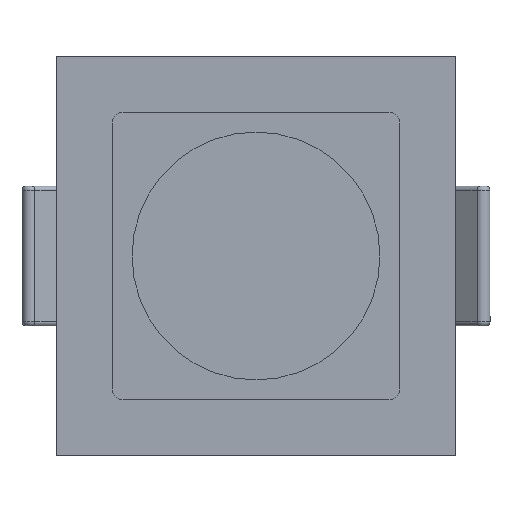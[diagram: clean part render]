
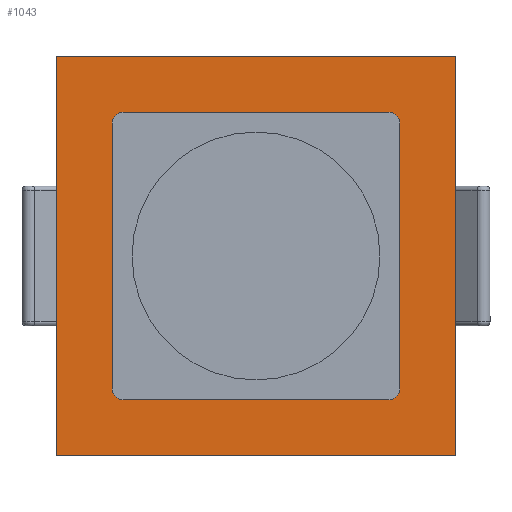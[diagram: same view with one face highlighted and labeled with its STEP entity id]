
A CAD part, front view. The second image highlights one B-rep face of the part: STEP entity #1043.
In plain terms, the highlighted planar face has unit normal (0, -1, 0).
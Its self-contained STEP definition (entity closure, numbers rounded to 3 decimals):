
#29 = CIRCLE ( 'NONE', #1709, 1.5 ) ;
#104 = LINE ( 'NONE', #10004, #19237 ) ;
#416 = DIRECTION ( 'NONE',  ( 0., -1., 0. ) ) ;
#556 = VERTEX_POINT ( 'NONE', #5855 ) ;
#912 = DIRECTION ( 'NONE',  ( 0., 0., 1. ) ) ;
#1043 = ADVANCED_FACE ( 'NONE', ( #8487, #15171 ), #5236, .T. ) ;
#1143 = ORIENTED_EDGE ( 'NONE', *, *, #7134, .T. ) ;
#1265 = EDGE_CURVE ( 'NONE', #18772, #7540, #11601, .T. ) ;
#1563 = VECTOR ( 'NONE', #15946, 1000. ) ;
#1709 = AXIS2_PLACEMENT_3D ( 'NONE', #13023, #21162, #11402 ) ;
#1921 = LINE ( 'NONE', #15078, #17512 ) ;
#2968 = EDGE_CURVE ( 'NONE', #3683, #15450, #10894, .T. ) ;
#3034 = CARTESIAN_POINT ( 'NONE',  ( 25., 0., 25. ) ) ;
#3104 = ORIENTED_EDGE ( 'NONE', *, *, #15137, .F. ) ;
#3301 = EDGE_CURVE ( 'NONE', #6847, #3683, #17827, .T. ) ;
#3597 = VERTEX_POINT ( 'NONE', #14767 ) ;
#3683 = VERTEX_POINT ( 'NONE', #11866 ) ;
#4066 = CARTESIAN_POINT ( 'NONE',  ( -25., 0., 25. ) ) ;
#4571 = CARTESIAN_POINT ( 'NONE',  ( -16.5, 0., -16.5 ) ) ;
#4574 = DIRECTION ( 'NONE',  ( 0., 1., 0. ) ) ;
#4715 = VERTEX_POINT ( 'NONE', #12633 ) ;
#4929 = EDGE_CURVE ( 'NONE', #16279, #3597, #104, .T. ) ;
#5089 = EDGE_LOOP ( 'NONE', ( #20287, #7389, #15850, #11637, #13443, #1143, #20262, #6788 ) ) ;
#5236 = PLANE ( 'NONE',  #5379 ) ;
#5350 = CARTESIAN_POINT ( 'NONE',  ( -25., 0., 25. ) ) ;
#5379 = AXIS2_PLACEMENT_3D ( 'NONE', #20202, #416, #17002 ) ;
#5590 = CARTESIAN_POINT ( 'NONE',  ( -16.5, 0., -18. ) ) ;
#5630 = CARTESIAN_POINT ( 'NONE',  ( 18., 0., -18. ) ) ;
#5778 = CARTESIAN_POINT ( 'NONE',  ( 18., 0., 18. ) ) ;
#5855 = CARTESIAN_POINT ( 'NONE',  ( 18., 0., 16.5 ) ) ;
#6032 = EDGE_CURVE ( 'NONE', #20212, #556, #10223, .T. ) ;
#6788 = ORIENTED_EDGE ( 'NONE', *, *, #10012, .T. ) ;
#6847 = VERTEX_POINT ( 'NONE', #10002 ) ;
#6973 = DIRECTION ( 'NONE',  ( 1., 0., 0. ) ) ;
#7134 = EDGE_CURVE ( 'NONE', #13063, #3597, #17961, .T. ) ;
#7293 = AXIS2_PLACEMENT_3D ( 'NONE', #12810, #4574, #11175 ) ;
#7382 = AXIS2_PLACEMENT_3D ( 'NONE', #4571, #12698, #7815 ) ;
#7389 = ORIENTED_EDGE ( 'NONE', *, *, #15775, .T. ) ;
#7474 = LINE ( 'NONE', #5630, #12709 ) ;
#7540 = VERTEX_POINT ( 'NONE', #19588 ) ;
#7745 = CIRCLE ( 'NONE', #7382, 1.5 ) ;
#7814 = CARTESIAN_POINT ( 'NONE',  ( 16.5, 0., 18. ) ) ;
#7815 = DIRECTION ( 'NONE',  ( -1., 0., 0. ) ) ;
#8273 = DIRECTION ( 'NONE',  ( 1., 0., 0. ) ) ;
#8487 = FACE_BOUND ( 'NONE', #5089, .T. ) ;
#8519 = VECTOR ( 'NONE', #16223, 1000. ) ;
#9631 = DIRECTION ( 'NONE',  ( 0., 1., 0. ) ) ;
#9816 = DIRECTION ( 'NONE',  ( 0., 0., 1. ) ) ;
#10002 = CARTESIAN_POINT ( 'NONE',  ( 25., 0., 25. ) ) ;
#10004 = CARTESIAN_POINT ( 'NONE',  ( 18., 0., -18. ) ) ;
#10012 = EDGE_CURVE ( 'NONE', #16279, #7540, #7745, .T. ) ;
#10223 = CIRCLE ( 'NONE', #15363, 1.5 ) ;
#10254 = EDGE_CURVE ( 'NONE', #13063, #556, #7474, .T. ) ;
#10847 = ORIENTED_EDGE ( 'NONE', *, *, #19764, .F. ) ;
#10894 = LINE ( 'NONE', #12841, #1563 ) ;
#11063 = ORIENTED_EDGE ( 'NONE', *, *, #3301, .F. ) ;
#11175 = DIRECTION ( 'NONE',  ( -1., 0., 0. ) ) ;
#11402 = DIRECTION ( 'NONE',  ( -1., 0., 0. ) ) ;
#11601 = LINE ( 'NONE', #18151, #16065 ) ;
#11637 = ORIENTED_EDGE ( 'NONE', *, *, #6032, .T. ) ;
#11734 = LINE ( 'NONE', #5778, #16845 ) ;
#11866 = CARTESIAN_POINT ( 'NONE',  ( 25., 0., -25. ) ) ;
#12633 = CARTESIAN_POINT ( 'NONE',  ( -16.5, 0., 18. ) ) ;
#12698 = DIRECTION ( 'NONE',  ( 0., 1., 0. ) ) ;
#12709 = VECTOR ( 'NONE', #912, 1000. ) ;
#12810 = CARTESIAN_POINT ( 'NONE',  ( 16.5, 0., -16.5 ) ) ;
#12841 = CARTESIAN_POINT ( 'NONE',  ( -25., 0., -25. ) ) ;
#12934 = VECTOR ( 'NONE', #6973, 1000. ) ;
#13023 = CARTESIAN_POINT ( 'NONE',  ( -16.5, 0., 16.5 ) ) ;
#13063 = VERTEX_POINT ( 'NONE', #19108 ) ;
#13443 = ORIENTED_EDGE ( 'NONE', *, *, #10254, .F. ) ;
#14570 = CARTESIAN_POINT ( 'NONE',  ( 16.5, 0., 16.5 ) ) ;
#14767 = CARTESIAN_POINT ( 'NONE',  ( 16.5, 0., -18. ) ) ;
#15078 = CARTESIAN_POINT ( 'NONE',  ( -25., 0., 25. ) ) ;
#15137 = EDGE_CURVE ( 'NONE', #15450, #15579, #1921, .T. ) ;
#15171 = FACE_OUTER_BOUND ( 'NONE', #15948, .T. ) ;
#15363 = AXIS2_PLACEMENT_3D ( 'NONE', #14570, #9631, #18119 ) ;
#15450 = VERTEX_POINT ( 'NONE', #19885 ) ;
#15579 = VERTEX_POINT ( 'NONE', #5350 ) ;
#15775 = EDGE_CURVE ( 'NONE', #18772, #4715, #29, .T. ) ;
#15850 = ORIENTED_EDGE ( 'NONE', *, *, #16492, .F. ) ;
#15946 = DIRECTION ( 'NONE',  ( -1., 0., 0. ) ) ;
#15948 = EDGE_LOOP ( 'NONE', ( #11063, #10847, #3104, #20266 ) ) ;
#16065 = VECTOR ( 'NONE', #20068, 1000. ) ;
#16223 = DIRECTION ( 'NONE',  ( 0., 0., -1. ) ) ;
#16279 = VERTEX_POINT ( 'NONE', #5590 ) ;
#16492 = EDGE_CURVE ( 'NONE', #20212, #4715, #11734, .T. ) ;
#16845 = VECTOR ( 'NONE', #18807, 1000. ) ;
#17002 = DIRECTION ( 'NONE',  ( -1., 0., 0. ) ) ;
#17252 = CARTESIAN_POINT ( 'NONE',  ( -18., 0., 16.5 ) ) ;
#17512 = VECTOR ( 'NONE', #9816, 1000. ) ;
#17827 = LINE ( 'NONE', #3034, #8519 ) ;
#17961 = CIRCLE ( 'NONE', #7293, 1.5 ) ;
#18119 = DIRECTION ( 'NONE',  ( -1., 0., 0. ) ) ;
#18151 = CARTESIAN_POINT ( 'NONE',  ( -18., 0., -18. ) ) ;
#18772 = VERTEX_POINT ( 'NONE', #17252 ) ;
#18807 = DIRECTION ( 'NONE',  ( -1., 0., 0. ) ) ;
#18817 = LINE ( 'NONE', #4066, #12934 ) ;
#19108 = CARTESIAN_POINT ( 'NONE',  ( 18., 0., -16.5 ) ) ;
#19237 = VECTOR ( 'NONE', #8273, 1000. ) ;
#19588 = CARTESIAN_POINT ( 'NONE',  ( -18., 0., -16.5 ) ) ;
#19764 = EDGE_CURVE ( 'NONE', #15579, #6847, #18817, .T. ) ;
#19885 = CARTESIAN_POINT ( 'NONE',  ( -25., 0., -25. ) ) ;
#20068 = DIRECTION ( 'NONE',  ( 0., 0., -1. ) ) ;
#20202 = CARTESIAN_POINT ( 'NONE',  ( 0., 0., 0. ) ) ;
#20212 = VERTEX_POINT ( 'NONE', #7814 ) ;
#20262 = ORIENTED_EDGE ( 'NONE', *, *, #4929, .F. ) ;
#20266 = ORIENTED_EDGE ( 'NONE', *, *, #2968, .F. ) ;
#20287 = ORIENTED_EDGE ( 'NONE', *, *, #1265, .F. ) ;
#21162 = DIRECTION ( 'NONE',  ( 0., 1., 0. ) ) ;
